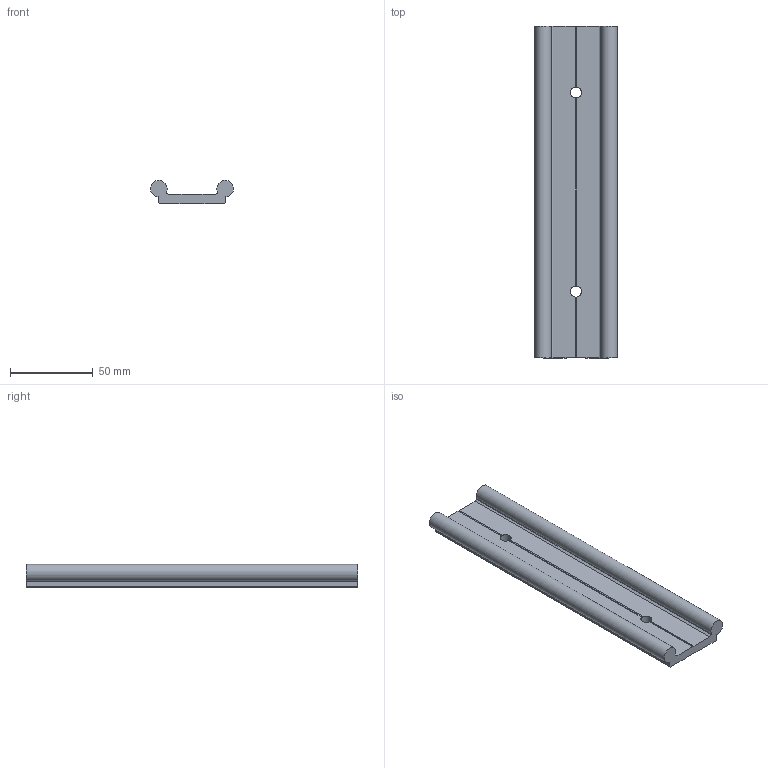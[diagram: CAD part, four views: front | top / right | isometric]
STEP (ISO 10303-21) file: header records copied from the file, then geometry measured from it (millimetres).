
FILE_DESCRIPTION(/* description */ (''),/* implementation_level */ '2;1');
FILE_NAME(/* name */ 'MISC_Guide_WS_10_40.ipt.step',/* time_stamp */ '2015-01-02T19:16:18-08:00',/* author */ ('Autodesk Inc.'),/* organization */ ('Autodesk Inc.'),/* preprocessor_version */ 'ST-DEVELOPER v15.6',/* originating_system */ 'Autodesk Inventor 2015',/* authorisation */ '');
FILE_SCHEMA (('AUTOMOTIVE_DESIGN { 1 0 10303 214 3 1 1 }'));
Length unit declared in the file: millimetre
Products named in the file (1): MISC_Guide_WS_10_40
Bounding box: 50 x 200 x 14 mm (x, y, z)
Volume: 73501.5 mm3; surface area: 27131.7 mm2
Topology: 1 solids, 1 shells, 29 faces, 87 edges, 58 vertices
Faces by surface type: plane 21, cylinder 8
Full cylindrical faces by diameter (mm): 6.6 x2
Entity records: 998 total; most frequent: DIRECTION 169, CARTESIAN_POINT 169, ORIENTED_EDGE 166, EDGE_CURVE 83, LINE 57, VECTOR 57, VERTEX_POINT 56, AXIS2_PLACEMENT_3D 56
